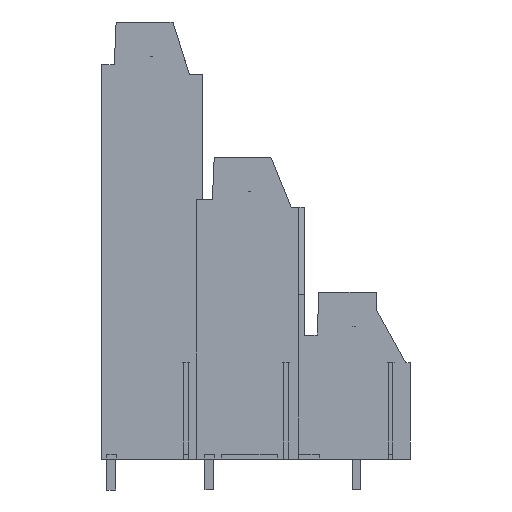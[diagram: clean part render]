
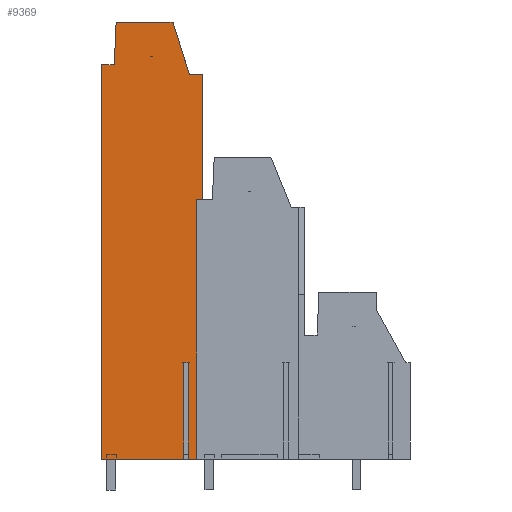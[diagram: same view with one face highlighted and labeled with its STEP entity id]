
A CAD part, left-side view. The second image highlights one B-rep face of the part: STEP entity #9369.
In plain terms, the highlighted planar face has unit normal (-1, 0, 0).
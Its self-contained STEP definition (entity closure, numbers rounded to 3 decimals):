
#9340=AXIS2_PLACEMENT_3D('Plane Axis2P3D',#9337,#9338,#9339) ;
#7352=CARTESIAN_POINT('Vertex',(2.5,23.025,13.2)) ;
#7359=CARTESIAN_POINT('Vertex',(2.5,23.025,3.2)) ;
#7362=CARTESIAN_POINT('Line Origine',(2.5,23.025,8.2)) ;
#7374=CARTESIAN_POINT('Line Origine',(2.5,23.25,13.2)) ;
#7378=CARTESIAN_POINT('Vertex',(2.5,23.475,13.2)) ;
#7402=CARTESIAN_POINT('Line Origine',(2.5,23.475,8.2)) ;
#7406=CARTESIAN_POINT('Vertex',(2.5,23.475,3.2)) ;
#7430=CARTESIAN_POINT('Vertex',(2.5,22.131,3.2)) ;
#7433=CARTESIAN_POINT('Line Origine',(2.5,22.578,3.2)) ;
#7438=CARTESIAN_POINT('Line Origine',(2.5,27.738,3.2)) ;
#7442=CARTESIAN_POINT('Vertex',(2.5,32.,3.2)) ;
#7963=CARTESIAN_POINT('Vertex',(2.5,21.49,30.05)) ;
#7966=CARTESIAN_POINT('Line Origine',(2.5,21.811,30.05)) ;
#7970=CARTESIAN_POINT('Vertex',(2.5,22.131,30.05)) ;
#7997=CARTESIAN_POINT('Line Origine',(2.5,22.131,16.625)) ;
#8177=CARTESIAN_POINT('Vertex',(2.5,21.49,43.)) ;
#8184=CARTESIAN_POINT('Vertex',(2.5,22.898,43.)) ;
#8187=CARTESIAN_POINT('Line Origine',(2.5,22.194,43.)) ;
#8210=CARTESIAN_POINT('Vertex',(2.5,30.681,44.05)) ;
#8224=CARTESIAN_POINT('Vertex',(2.5,32.,44.05)) ;
#8227=CARTESIAN_POINT('Line Origine',(2.5,31.34,44.05)) ;
#8926=CARTESIAN_POINT('Line Origine',(2.5,21.49,36.525)) ;
#9288=CARTESIAN_POINT('Line Origine',(2.5,32.,23.625)) ;
#9311=CARTESIAN_POINT('Line Origine',(2.5,30.584,46.26)) ;
#9315=CARTESIAN_POINT('Vertex',(2.5,30.488,48.47)) ;
#9337=CARTESIAN_POINT('Axis2P3D Location',(2.5,21.84,31.2)) ;
#9343=CARTESIAN_POINT('Control Point',(2.5,24.592,48.47)) ;
#9344=CARTESIAN_POINT('Control Point',(2.5,22.898,43.)) ;
#9345=CARTESIAN_POINT('Vertex',(2.5,24.592,48.47)) ;
#9348=CARTESIAN_POINT('Line Origine',(2.5,26.745,48.47)) ;
#7363=DIRECTION('Vector Direction',(0.,0.,1.)) ;
#7375=DIRECTION('Vector Direction',(0.,-1.,0.)) ;
#7403=DIRECTION('Vector Direction',(0.,0.,1.)) ;
#7434=DIRECTION('Vector Direction',(0.,1.,0.)) ;
#7439=DIRECTION('Vector Direction',(0.,1.,0.)) ;
#7967=DIRECTION('Vector Direction',(0.,-1.,0.)) ;
#7998=DIRECTION('Vector Direction',(0.,0.,1.)) ;
#8188=DIRECTION('Vector Direction',(0.,1.,0.)) ;
#8228=DIRECTION('Vector Direction',(0.,1.,0.)) ;
#8927=DIRECTION('Vector Direction',(0.,0.,-1.)) ;
#9289=DIRECTION('Vector Direction',(0.,0.,1.)) ;
#9312=DIRECTION('Vector Direction',(0.,0.044,-0.999)) ;
#9338=DIRECTION('Axis2P3D Direction',(1.,0.,0.)) ;
#9339=DIRECTION('Axis2P3D XDirection',(0.,1.,0.)) ;
#9349=DIRECTION('Vector Direction',(0.,1.,0.)) ;
#7364=VECTOR('Line Direction',#7363,1.) ;
#7376=VECTOR('Line Direction',#7375,1.) ;
#7404=VECTOR('Line Direction',#7403,1.) ;
#7435=VECTOR('Line Direction',#7434,1.) ;
#7440=VECTOR('Line Direction',#7439,1.) ;
#7968=VECTOR('Line Direction',#7967,1.) ;
#7999=VECTOR('Line Direction',#7998,1.) ;
#8189=VECTOR('Line Direction',#8188,1.) ;
#8229=VECTOR('Line Direction',#8228,1.) ;
#8928=VECTOR('Line Direction',#8927,1.) ;
#9290=VECTOR('Line Direction',#9289,1.) ;
#9313=VECTOR('Line Direction',#9312,1.) ;
#9350=VECTOR('Line Direction',#9349,1.) ;
#9354=ORIENTED_EDGE('',*,*,#7437,.F.) ;
#9355=ORIENTED_EDGE('',*,*,#8001,.T.) ;
#9356=ORIENTED_EDGE('',*,*,#7972,.T.) ;
#9357=ORIENTED_EDGE('',*,*,#8930,.F.) ;
#9358=ORIENTED_EDGE('',*,*,#8191,.T.) ;
#9359=ORIENTED_EDGE('',*,*,#9347,.F.) ;
#9360=ORIENTED_EDGE('',*,*,#9352,.T.) ;
#9361=ORIENTED_EDGE('',*,*,#9317,.T.) ;
#9362=ORIENTED_EDGE('',*,*,#8231,.T.) ;
#9363=ORIENTED_EDGE('',*,*,#9292,.F.) ;
#9364=ORIENTED_EDGE('',*,*,#7444,.F.) ;
#9365=ORIENTED_EDGE('',*,*,#7408,.T.) ;
#9366=ORIENTED_EDGE('',*,*,#7380,.T.) ;
#9367=ORIENTED_EDGE('',*,*,#7366,.F.) ;
#9369=ADVANCED_FACE('housing',(#9368),#9341,.F.) ;
#9342=B_SPLINE_CURVE_WITH_KNOTS('',1,(#9343,#9344),.UNSPECIFIED.,.F.,.U.,(2,2),(-2.863,2.863),.UNSPECIFIED.) ;
#7366=EDGE_CURVE('',#7360,#7353,#7365,.T.) ;
#7380=EDGE_CURVE('',#7379,#7353,#7377,.T.) ;
#7408=EDGE_CURVE('',#7407,#7379,#7405,.T.) ;
#7437=EDGE_CURVE('',#7431,#7360,#7436,.T.) ;
#7444=EDGE_CURVE('',#7407,#7443,#7441,.T.) ;
#7972=EDGE_CURVE('',#7971,#7964,#7969,.T.) ;
#8001=EDGE_CURVE('',#7431,#7971,#8000,.T.) ;
#8191=EDGE_CURVE('',#8178,#8185,#8190,.T.) ;
#8231=EDGE_CURVE('',#8211,#8225,#8230,.T.) ;
#8930=EDGE_CURVE('',#8178,#7964,#8929,.T.) ;
#9292=EDGE_CURVE('',#7443,#8225,#9291,.T.) ;
#9317=EDGE_CURVE('',#9316,#8211,#9314,.T.) ;
#9347=EDGE_CURVE('',#9346,#8185,#9342,.T.) ;
#9352=EDGE_CURVE('',#9346,#9316,#9351,.T.) ;
#9353=EDGE_LOOP('',(#9354,#9355,#9356,#9357,#9358,#9359,#9360,#9361,#9362,#9363,#9364,#9365,#9366,#9367)) ;
#9368=FACE_OUTER_BOUND('',#9353,.T.) ;
#7365=LINE('Line',#7362,#7364) ;
#7377=LINE('Line',#7374,#7376) ;
#7405=LINE('Line',#7402,#7404) ;
#7436=LINE('Line',#7433,#7435) ;
#7441=LINE('Line',#7438,#7440) ;
#7969=LINE('Line',#7966,#7968) ;
#8000=LINE('Line',#7997,#7999) ;
#8190=LINE('Line',#8187,#8189) ;
#8230=LINE('Line',#8227,#8229) ;
#8929=LINE('Line',#8926,#8928) ;
#9291=LINE('Line',#9288,#9290) ;
#9314=LINE('Line',#9311,#9313) ;
#9351=LINE('Line',#9348,#9350) ;
#9341=PLANE('',#9340) ;
#7353=VERTEX_POINT('',#7352) ;
#7360=VERTEX_POINT('',#7359) ;
#7379=VERTEX_POINT('',#7378) ;
#7407=VERTEX_POINT('',#7406) ;
#7431=VERTEX_POINT('',#7430) ;
#7443=VERTEX_POINT('',#7442) ;
#7964=VERTEX_POINT('',#7963) ;
#7971=VERTEX_POINT('',#7970) ;
#8178=VERTEX_POINT('',#8177) ;
#8185=VERTEX_POINT('',#8184) ;
#8211=VERTEX_POINT('',#8210) ;
#8225=VERTEX_POINT('',#8224) ;
#9316=VERTEX_POINT('',#9315) ;
#9346=VERTEX_POINT('',#9345) ;
